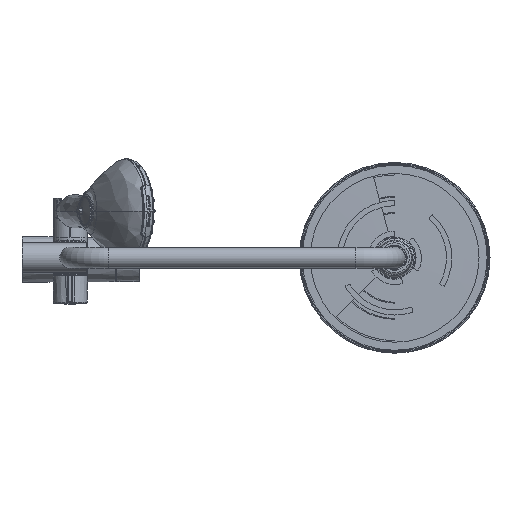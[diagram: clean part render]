
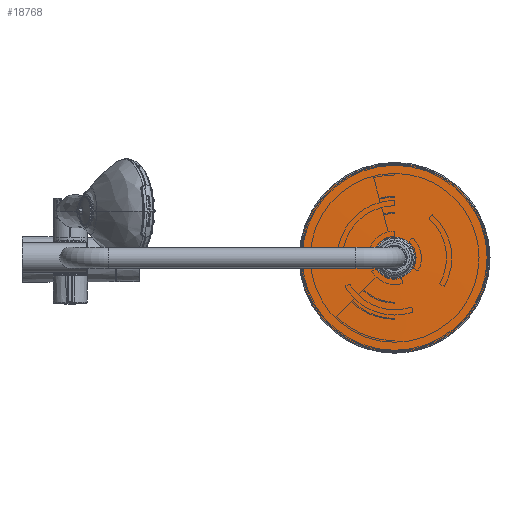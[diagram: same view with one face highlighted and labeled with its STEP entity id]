
A CAD part, top view. The second image highlights one B-rep face of the part: STEP entity #18768.
In plain terms, the highlighted conical face has half-angle 89.458 degrees and reference radius 60.274 mm.
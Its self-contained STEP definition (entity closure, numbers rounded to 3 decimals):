
#5500=ORIENTED_EDGE('',*,*,#8907,.F.);
#5501=ORIENTED_EDGE('',*,*,#8904,.T.);
#8904=EDGE_CURVE('',#11731,#11731,#13757,.T.);
#8907=EDGE_CURVE('',#11734,#11734,#13760,.T.);
#11731=VERTEX_POINT('',#37700);
#11734=VERTEX_POINT('',#37709);
#13757=CIRCLE('',#22068,21.62);
#13760=CIRCLE('',#22074,98.928);
#15213=EDGE_LOOP('',(#5500));
#15214=EDGE_LOOP('',(#5501));
#17098=FACE_BOUND('',#15213,.T.);
#17099=FACE_BOUND('',#15214,.T.);
#18152=CONICAL_SURFACE('',#22075,60.274,1.561);
#18768=ADVANCED_FACE('',(#17098,#17099),#18152,.T.);
#22068=AXIS2_PLACEMENT_3D('',#37699,#25368,#25369);
#22074=AXIS2_PLACEMENT_3D('',#37708,#25380,#25381);
#22075=AXIS2_PLACEMENT_3D('',#37710,#25382,#25383);
#25368=DIRECTION('',(0.,0.,-1.));
#25369=DIRECTION('',(1.,0.,0.));
#25380=DIRECTION('',(0.,0.,-1.));
#25381=DIRECTION('',(1.,0.,0.));
#25382=DIRECTION('',(0.,0.,-1.));
#25383=DIRECTION('',(-1.,0.,0.));
#37699=CARTESIAN_POINT('',(340.05,0.,934.392));
#37700=CARTESIAN_POINT('',(361.67,0.,934.392));
#37708=CARTESIAN_POINT('',(340.05,0.,933.66));
#37709=CARTESIAN_POINT('',(438.978,0.,933.66));
#37710=CARTESIAN_POINT('',(340.05,0.,934.026));
